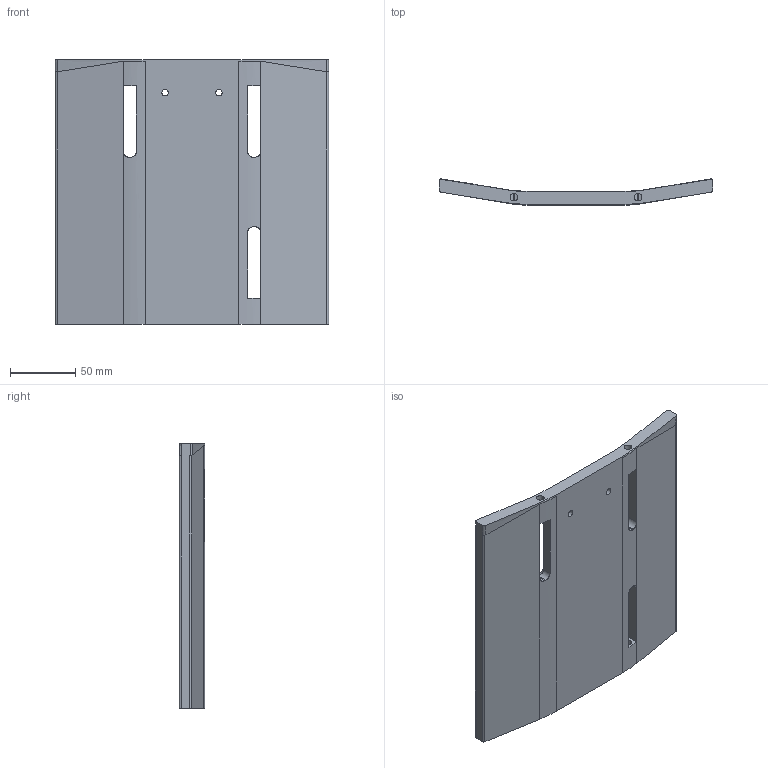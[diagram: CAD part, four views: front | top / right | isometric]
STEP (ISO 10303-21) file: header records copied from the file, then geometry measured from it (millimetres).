
FILE_DESCRIPTION(/* description */ (''),/* implementation_level */ '2;1');
FILE_NAME(/* name */ 'bridge.stp',/* time_stamp */ '2024-01-01T22:08:25-08:00',/* author */ ('devan'),/* organization */ (''),/* preprocessor_version */ 'ST-DEVELOPER v20',/* originating_system */ 'Autodesk Inventor 2024',/* authorisation */ '');
FILE_SCHEMA (('AUTOMOTIVE_DESIGN { 1 0 10303 214 3 1 1 }'));
Length unit declared in the file: inch
Products named in the file (1): 32
Bounding box: 209.55 x 19.87 x 203.2 mm (x, y, z)
Volume: 405743.6 mm3; surface area: 95262.9 mm2
Topology: 1 solids, 1 shells, 63 faces, 167 edges, 107 vertices
Faces by surface type: plane 26, cylinder 23, bspline 12, cone 2
Full cylindrical faces by diameter (mm): 4.5 x1, 5 x2, 5.8 x3
Entity records: 2435 total; most frequent: CARTESIAN_POINT 878, ORIENTED_EDGE 334, DIRECTION 272, EDGE_CURVE 167, VERTEX_POINT 107, AXIS2_PLACEMENT_3D 97, EDGE_LOOP 80, LINE 78
